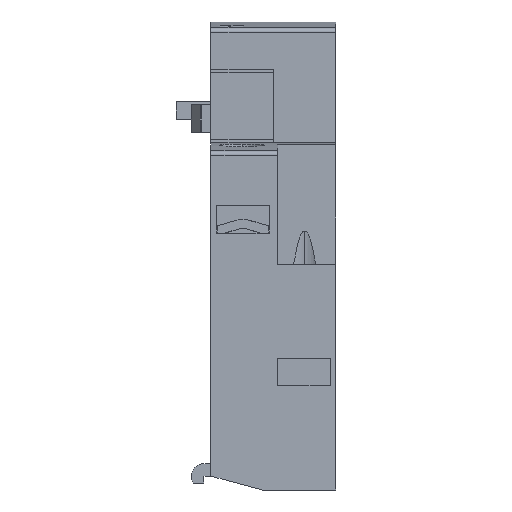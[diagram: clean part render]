
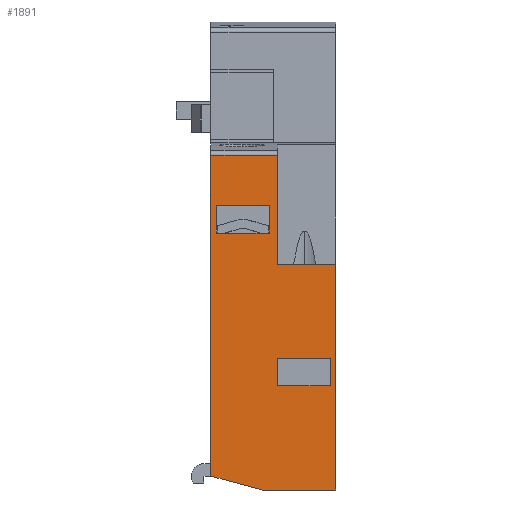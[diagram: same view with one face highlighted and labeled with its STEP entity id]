
A CAD part, front view. The second image highlights one B-rep face of the part: STEP entity #1891.
In plain terms, the highlighted planar face has unit normal (0, -1, 0).
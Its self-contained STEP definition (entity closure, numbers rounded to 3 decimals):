
#1891=ADVANCED_FACE('',(#5242,#5243,#5244),#5245,.T.);
#3451=VERTEX_POINT('',#6958);
#3453=VERTEX_POINT('',#6960);
#3455=EDGE_CURVE('',#3451,#3453,#6962,.T.);
#3461=VERTEX_POINT('',#6968);
#3465=EDGE_CURVE('',#3453,#3461,#6972,.T.);
#3467=VERTEX_POINT('',#6974);
#3469=EDGE_CURVE('',#3461,#3467,#6976,.T.);
#3473=EDGE_CURVE('',#3467,#3451,#6980,.T.);
#3519=VERTEX_POINT('',#7026);
#3523=VERTEX_POINT('',#7030);
#3525=EDGE_CURVE('',#3523,#3519,#7032,.T.);
#3529=VERTEX_POINT('',#7036);
#3531=EDGE_CURVE('',#3519,#3529,#7038,.T.);
#3539=VERTEX_POINT('',#7046);
#3541=EDGE_CURVE('',#3529,#3539,#7048,.T.);
#3543=VERTEX_POINT('',#7050);
#3545=EDGE_CURVE('',#3539,#3543,#7052,.T.);
#3547=VERTEX_POINT('',#7054);
#3549=EDGE_CURVE('',#3543,#3547,#7056,.T.);
#3551=VERTEX_POINT('',#7058);
#3553=EDGE_CURVE('',#3551,#3547,#7060,.T.);
#3555=EDGE_CURVE('',#3551,#3523,#7062,.T.);
#3557=VERTEX_POINT('',#7064);
#3559=VERTEX_POINT('',#7066);
#3561=EDGE_CURVE('',#3557,#3559,#7068,.T.);
#3563=VERTEX_POINT('',#7070);
#3565=EDGE_CURVE('',#3559,#3563,#7072,.T.);
#3567=VERTEX_POINT('',#7074);
#3569=EDGE_CURVE('',#3563,#3567,#7076,.T.);
#3571=EDGE_CURVE('',#3567,#3557,#7078,.T.);
#5242=FACE_OUTER_BOUND('',#8739,.T.);
#5243=FACE_BOUND('',#8740,.T.);
#5244=FACE_BOUND('',#8741,.T.);
#5245=PLANE('',#8742);
#6958=CARTESIAN_POINT('',(13.4,0.0,41.0));
#6960=CARTESIAN_POINT('',(13.4,0.0,37.0));
#6962=LINE('',#11324,#11325);
#6968=CARTESIAN_POINT('',(5.8,0.0,37.0));
#6972=LINE('',#11342,#11343);
#6974=CARTESIAN_POINT('',(5.8,0.0,41.0));
#6976=LINE('',#11348,#11349);
#6980=LINE('',#11356,#11357);
#7026=CARTESIAN_POINT('',(14.6,0.0,32.5));
#7030=CARTESIAN_POINT('',(23.0,0.0,32.5));
#7032=LINE('',#11433,#11434);
#7036=CARTESIAN_POINT('',(14.6,0.0,48.227));
#7038=LINE('',#11443,#11444);
#7046=CARTESIAN_POINT('',(5.0,0.0,48.227));
#7048=LINE('',#11457,#11458);
#7050=CARTESIAN_POINT('',(5.0,0.0,2.));
#7052=LINE('',#11463,#11464);
#7054=CARTESIAN_POINT('',(12.464,0.0,0.0));
#7056=LINE('',#11469,#11470);
#7058=CARTESIAN_POINT('',(23.0,0.0,0.0));
#7060=LINE('',#11475,#11476);
#7062=LINE('',#11479,#11480);
#7064=CARTESIAN_POINT('',(14.6,0.0,15.0));
#7066=CARTESIAN_POINT('',(14.6,0.0,19.0));
#7068=LINE('',#11487,#11488);
#7070=CARTESIAN_POINT('',(22.2,0.0,19.0));
#7072=LINE('',#11493,#11494);
#7074=CARTESIAN_POINT('',(22.2,0.0,15.0));
#7076=LINE('',#11499,#11500);
#7078=LINE('',#11503,#11504);
#8739=EDGE_LOOP('',(#14764,#14765,#14766,#14767,#14768,#14769,#14770));
#8740=EDGE_LOOP('',(#14771,#14772,#14773,#14774));
#8741=EDGE_LOOP('',(#14775,#14776,#14777,#14778));
#8742=AXIS2_PLACEMENT_3D('',#14779,#14780,#14781);
#11324=CARTESIAN_POINT('',(13.4,0.0,42.613));
#11325=VECTOR('',#16711,1.0);
#11342=CARTESIAN_POINT('',(16.3,0.0,37.0));
#11343=VECTOR('',#16715,1.0);
#11348=CARTESIAN_POINT('',(5.8,0.0,42.613));
#11349=VECTOR('',#16716,1.0);
#11356=CARTESIAN_POINT('',(16.3,0.0,41.0));
#11357=VECTOR('',#16718,1.0);
#11433=CARTESIAN_POINT('',(20.9,0.0,32.5));
#11434=VECTOR('',#16743,1.0);
#11443=CARTESIAN_POINT('',(14.6,0.0,40.363));
#11444=VECTOR('',#16745,1.0);
#11457=CARTESIAN_POINT('',(23.0,0.0,48.227));
#11458=VECTOR('',#16752,1.0);
#11463=CARTESIAN_POINT('',(5.0,0.0,0.0));
#11464=VECTOR('',#16753,1.0);
#11469=CARTESIAN_POINT('',(11.351,0.0,0.298));
#11470=VECTOR('',#16754,1.0);
#11475=CARTESIAN_POINT('',(23.0,0.0,0.0));
#11476=VECTOR('',#16755,1.0);
#11479=CARTESIAN_POINT('',(23.0,0.0,0.0));
#11480=VECTOR('',#16756,1.0);
#11487=CARTESIAN_POINT('',(14.6,0.0,31.613));
#11488=VECTOR('',#16757,1.0);
#11493=CARTESIAN_POINT('',(20.7,0.0,19.0));
#11494=VECTOR('',#16758,1.0);
#11499=CARTESIAN_POINT('',(22.2,0.0,31.613));
#11500=VECTOR('',#16759,1.0);
#11503=CARTESIAN_POINT('',(20.7,0.0,15.0));
#11504=VECTOR('',#16760,1.0);
#14764=ORIENTED_EDGE('',*,*,#3525,.T.);
#14765=ORIENTED_EDGE('',*,*,#3531,.T.);
#14766=ORIENTED_EDGE('',*,*,#3541,.T.);
#14767=ORIENTED_EDGE('',*,*,#3545,.T.);
#14768=ORIENTED_EDGE('',*,*,#3549,.T.);
#14769=ORIENTED_EDGE('',*,*,#3553,.F.);
#14770=ORIENTED_EDGE('',*,*,#3555,.T.);
#14771=ORIENTED_EDGE('',*,*,#3469,.T.);
#14772=ORIENTED_EDGE('',*,*,#3473,.T.);
#14773=ORIENTED_EDGE('',*,*,#3455,.T.);
#14774=ORIENTED_EDGE('',*,*,#3465,.T.);
#14775=ORIENTED_EDGE('',*,*,#3561,.T.);
#14776=ORIENTED_EDGE('',*,*,#3565,.T.);
#14777=ORIENTED_EDGE('',*,*,#3569,.T.);
#14778=ORIENTED_EDGE('',*,*,#3571,.T.);
#14779=CARTESIAN_POINT('',(23.0,0.0,48.227));
#14780=DIRECTION('',(0.0,-1.0,0.0));
#14781=DIRECTION('',(0.0,0.0,1.0));
#16711=DIRECTION('',(0.0,0.0,-1.0));
#16715=DIRECTION('',(-1.0,-0.0,0.0));
#16716=DIRECTION('',(0.0,-0.0,1.0));
#16718=DIRECTION('',(1.0,0.0,0.0));
#16743=DIRECTION('',(-1.0,-0.0,0.0));
#16745=DIRECTION('',(0.0,-0.0,1.0));
#16752=DIRECTION('',(-1.0,0.0,0.0));
#16753=DIRECTION('',(0.0,0.0,-1.0));
#16754=DIRECTION('',(0.966,0.0,-0.259));
#16755=DIRECTION('',(-1.0,0.0,0.0));
#16756=DIRECTION('',(0.0,0.0,1.0));
#16757=DIRECTION('',(0.0,-0.0,1.0));
#16758=DIRECTION('',(1.0,0.0,0.0));
#16759=DIRECTION('',(0.0,0.0,-1.0));
#16760=DIRECTION('',(-1.0,-0.0,0.0));
